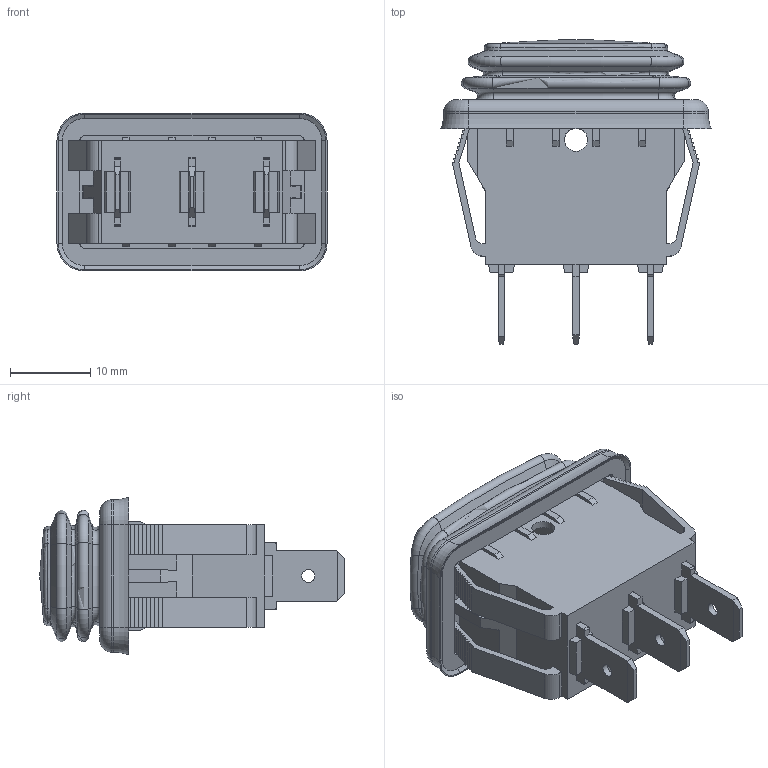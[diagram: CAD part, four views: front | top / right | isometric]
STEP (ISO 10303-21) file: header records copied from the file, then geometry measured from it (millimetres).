
FILE_DESCRIPTION((''),'2;1');
FILE_NAME('GRB238D8-01.stp','2013-09-03T11:37:39',('dwiltbank'),(''),'Autodesk Inventor 2011','Autodesk Inventor 2011','');
FILE_SCHEMA(('CONFIG_CONTROL_DESIGN'));
Length unit declared in the file: millimetre
Products named in the file (1): GRB238D8-01
Bounding box: 33.7 x 38 x 19.7 mm (x, y, z)
Volume: 5262.6 mm3; surface area: 12612.9 mm2
Topology: 7 solids, 7 shells, 1859 faces, 4018 edges, 2174 vertices
Faces by surface type: plane 1503, cylinder 146, torus 92, cone 80, bspline 38
Full cylindrical faces by diameter (mm): 1.6 x6, 2.9 x2
Entity records: 51652 total; most frequent: CARTESIAN_POINT 10116, DIRECTION 8156, ORIENTED_EDGE 7984, EDGE_CURVE 3992, VECTOR 3324, LINE 3324, AXIS2_PLACEMENT_3D 2416, VERTEX_POINT 2164
